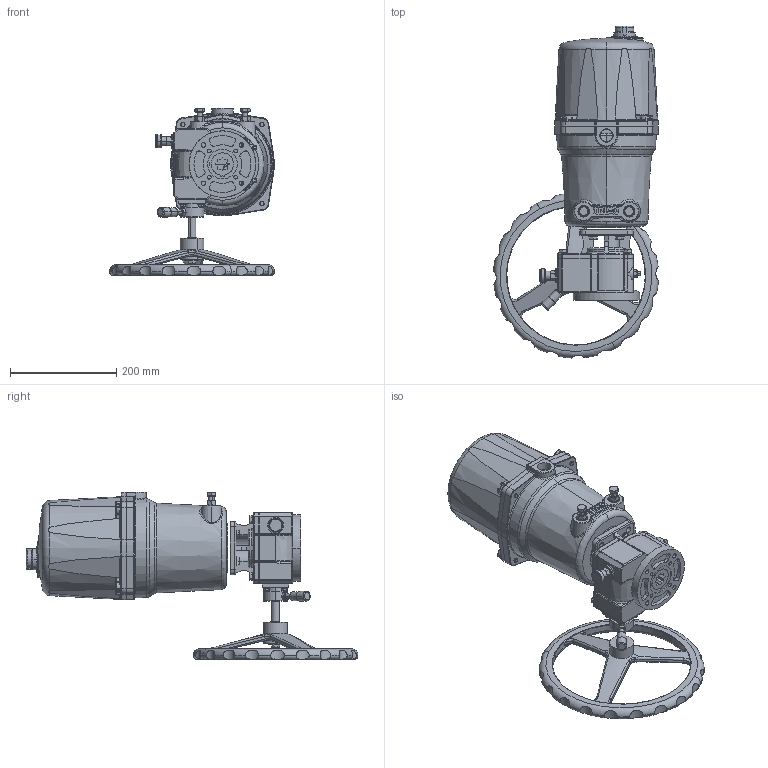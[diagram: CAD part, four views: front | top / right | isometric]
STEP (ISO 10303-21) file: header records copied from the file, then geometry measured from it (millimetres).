
FILE_DESCRIPTION (( 'STEP AP214' ), '1' );
FILE_NAME ('SRX-0300XXX-FC-M.STEP', '2020-02-20T18:45:12', ( '' ), ( '' ), 'SwSTEP 2.0', 'SolidWorks 2019', '' );
FILE_SCHEMA (( 'AUTOMOTIVE_DESIGN' ));
Length unit declared in the file: inch
Products named in the file (1): SRX-0300XXX-FC-M
Bounding box: 309.48 x 623.38 x 314.94 mm (x, y, z)
Surface area: 569150.3 mm2 (no closed solid volume)
Topology: 0 solids, 101 shells, 1413 faces, 5168 edges, 3679 vertices
Faces by surface type: plane 507, cylinder 455, bspline 161, torus 156, cone 119, sphere 15
Entity records: 93749 total; most frequent: CARTESIAN_POINT 34447, ORIENTED_EDGE 7998, DIRECTION 7988, EDGE_CURVE 5126, VERTEX_POINT 3679, AXIS2_PLACEMENT_3D 2941, VECTOR 2106, LINE 2106
